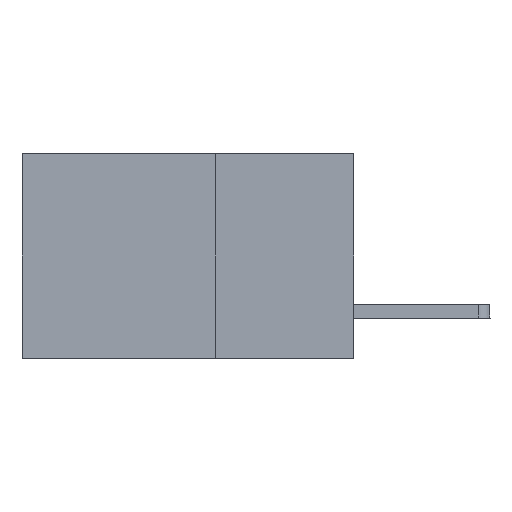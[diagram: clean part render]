
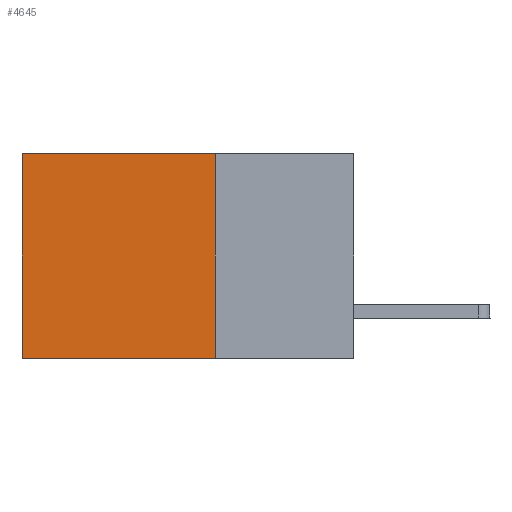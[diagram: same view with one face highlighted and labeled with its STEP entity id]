
A CAD part, left-side view. The second image highlights one B-rep face of the part: STEP entity #4645.
In plain terms, the highlighted planar face has unit normal (-1, 0, 0).
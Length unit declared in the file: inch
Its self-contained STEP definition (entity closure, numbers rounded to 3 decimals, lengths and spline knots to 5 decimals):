
#24 = CARTESIAN_POINT ( 'NONE',  ( 0.2875, 0.25, 0. ) ) ;
#360 = LINE ( 'NONE', #4210, #8283 ) ;
#727 = EDGE_CURVE ( 'NONE', #10743, #4653, #12052, .T. ) ;
#923 = ORIENTED_EDGE ( 'NONE', *, *, #11849, .F. ) ;
#1009 = DIRECTION ( 'NONE',  ( 1., 0., 0. ) ) ;
#1983 = PLANE ( 'NONE',  #4424 ) ;
#2456 = ORIENTED_EDGE ( 'NONE', *, *, #7436, .T. ) ;
#2892 = VERTEX_POINT ( 'NONE', #7497 ) ;
#2915 = CARTESIAN_POINT ( 'NONE',  ( 0.2875, 0.25, 0. ) ) ;
#3375 = VECTOR ( 'NONE', #9227, 39.37008 ) ;
#3415 = DIRECTION ( 'NONE',  ( 0., 0., -1. ) ) ;
#3510 = VECTOR ( 'NONE', #11925, 39.37008 ) ;
#3823 = ORIENTED_EDGE ( 'NONE', *, *, #727, .F. ) ;
#3895 = LINE ( 'NONE', #2915, #4891 ) ;
#4210 = CARTESIAN_POINT ( 'NONE',  ( 0.2875, 0.6, 0. ) ) ;
#4424 = AXIS2_PLACEMENT_3D ( 'NONE', #4765, #1009, #6974 ) ;
#4645 = ADVANCED_FACE ( 'NONE', ( #10789 ), #1983, .F. ) ;
#4653 = VERTEX_POINT ( 'NONE', #8847 ) ;
#4765 = CARTESIAN_POINT ( 'NONE',  ( 0.2875, 0.25, 0. ) ) ;
#4891 = VECTOR ( 'NONE', #10817, 39.37008 ) ;
#5717 = EDGE_CURVE ( 'NONE', #9449, #2892, #360, .T. ) ;
#6974 = DIRECTION ( 'NONE',  ( 0., 0., -1. ) ) ;
#7283 = LINE ( 'NONE', #10387, #3375 ) ;
#7436 = EDGE_CURVE ( 'NONE', #10743, #9449, #3895, .T. ) ;
#7497 = CARTESIAN_POINT ( 'NONE',  ( 0.2875, 0.6, -0.37 ) ) ;
#8283 = VECTOR ( 'NONE', #3415, 39.37008 ) ;
#8847 = CARTESIAN_POINT ( 'NONE',  ( 0.2875, 0.25, -0.37 ) ) ;
#9227 = DIRECTION ( 'NONE',  ( 0., 1., 0. ) ) ;
#9449 = VERTEX_POINT ( 'NONE', #9945 ) ;
#9691 = ORIENTED_EDGE ( 'NONE', *, *, #5717, .T. ) ;
#9945 = CARTESIAN_POINT ( 'NONE',  ( 0.2875, 0.6, 0. ) ) ;
#10387 = CARTESIAN_POINT ( 'NONE',  ( 0.2875, 0.25, -0.37 ) ) ;
#10743 = VERTEX_POINT ( 'NONE', #24 ) ;
#10789 = FACE_OUTER_BOUND ( 'NONE', #10943, .T. ) ;
#10817 = DIRECTION ( 'NONE',  ( 0., 1., 0. ) ) ;
#10943 = EDGE_LOOP ( 'NONE', ( #9691, #923, #3823, #2456 ) ) ;
#11006 = CARTESIAN_POINT ( 'NONE',  ( 0.2875, 0.25, 0. ) ) ;
#11849 = EDGE_CURVE ( 'NONE', #4653, #2892, #7283, .T. ) ;
#11925 = DIRECTION ( 'NONE',  ( 0., 0., -1. ) ) ;
#12052 = LINE ( 'NONE', #11006, #3510 ) ;
